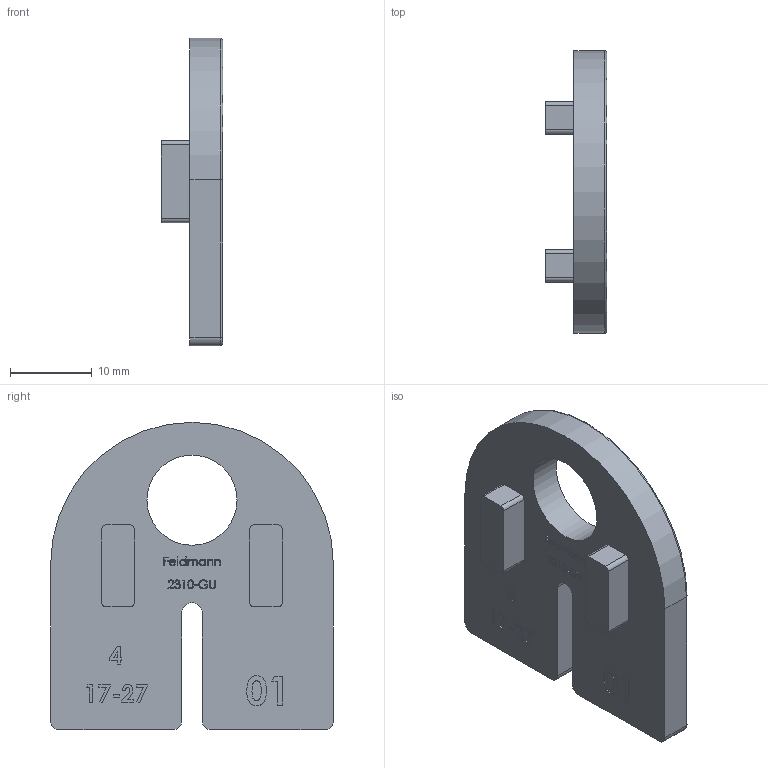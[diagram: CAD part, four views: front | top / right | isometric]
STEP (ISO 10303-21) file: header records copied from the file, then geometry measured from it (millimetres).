
FILE_DESCRIPTION (( 'STEP AP203' ), '1' );
FILE_NAME ('2310-GU.step', '2021-11-25T07:53:33', ( '' ), ( '' ), 'SwSTEP 2.0', 'SolidWorks 2018', '' );
FILE_SCHEMA (( 'CONFIG_CONTROL_DESIGN' ));
Length unit declared in the file: millimetre
Products named in the file (2): 2310-GU
Bounding box: 7.5 x 34.5 x 37.5 mm (x, y, z)
Volume: 4397.5 mm3; surface area: 3020.1 mm2
Topology: 1 solids, 1 shells, 398 faces, 1059 edges, 702 vertices
Faces by surface type: plane 226, bspline 145, cylinder 21, torus 6
Full cylindrical faces by diameter (mm): 11 x1
Entity records: 20499 total; most frequent: CARTESIAN_POINT 11385, ORIENTED_EDGE 2116, DIRECTION 1326, EDGE_CURVE 1058, VECTOR 720, LINE 720, VERTEX_POINT 702, EDGE_LOOP 440
